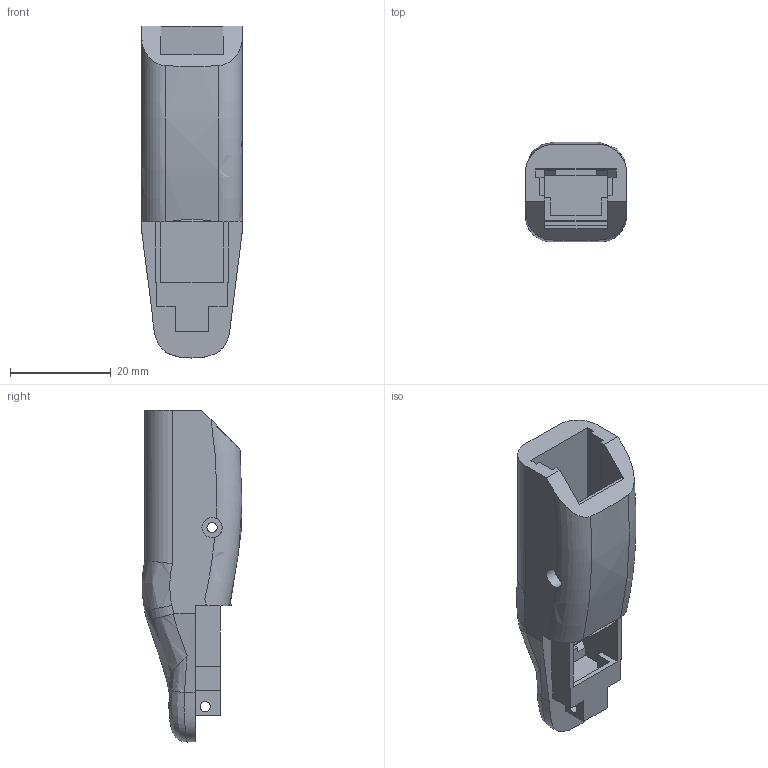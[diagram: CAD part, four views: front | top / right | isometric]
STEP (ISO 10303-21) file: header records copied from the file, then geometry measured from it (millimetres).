
FILE_DESCRIPTION(/* description */ (''),/* implementation_level */ '2;1');
FILE_NAME(/* name */ 'Back.step',/* time_stamp */ '2019-01-12T21:18:56+01:00',/* author */ (''),/* organization */ (''),/* preprocessor_version */ 'ST-DEVELOPER v17.2',/* originating_system */ 'Autodesk Translation Framework v7.6.0.251',/* authorisation */ '');
FILE_SCHEMA (('AUTOMOTIVE_DESIGN { 1 0 10303 214 3 1 1 }'));
Length unit declared in the file: millimetre
Products named in the file (1): FusionComponent
Bounding box: 20 x 19.74 x 65.8 mm (x, y, z)
Volume: 9983.2 mm3; surface area: 6871.1 mm2
Topology: 1 solids, 1 shells, 83 faces, 256 edges, 173 vertices
Faces by surface type: plane 55, bspline 18, cylinder 7, torus 2, sphere 1
Full cylindrical faces by diameter (mm): 2 x3, 4 x2
Entity records: 4506 total; most frequent: CARTESIAN_POINT 2313, ORIENTED_EDGE 512, DIRECTION 353, EDGE_CURVE 256, VERTEX_POINT 173, LINE 171, VECTOR 171, AXIS2_PLACEMENT_3D 91
